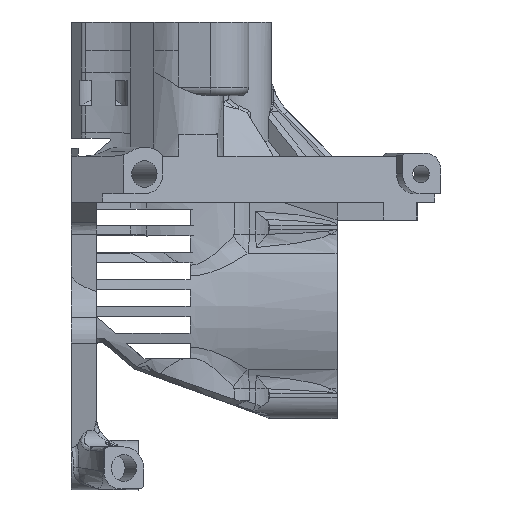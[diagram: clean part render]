
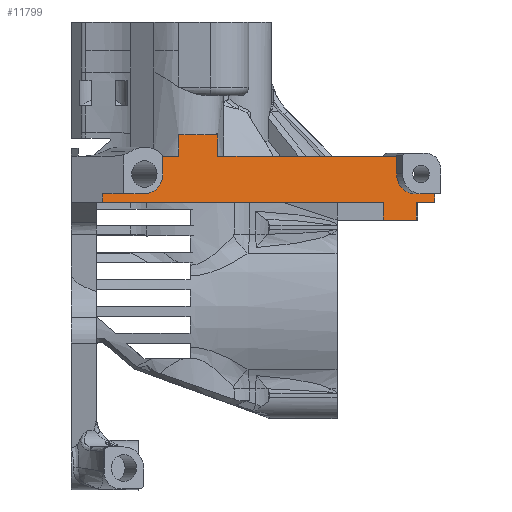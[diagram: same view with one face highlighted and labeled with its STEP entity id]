
A CAD part, left-side view. The second image highlights one B-rep face of the part: STEP entity #11799.
In plain terms, the highlighted planar face has unit normal (-0.94, -0.342, 0).
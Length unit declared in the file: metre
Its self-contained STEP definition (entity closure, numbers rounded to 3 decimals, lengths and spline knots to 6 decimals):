
#669=CIRCLE('',#12583,0.00235);
#671=CIRCLE('',#12587,0.00235);
#4834=ORIENTED_EDGE('',*,*,#7009,.F.);
#4835=ORIENTED_EDGE('',*,*,#7025,.F.);
#4836=ORIENTED_EDGE('',*,*,#7007,.T.);
#4837=ORIENTED_EDGE('',*,*,#6923,.T.);
#4838=ORIENTED_EDGE('',*,*,#7049,.T.);
#4839=ORIENTED_EDGE('',*,*,#6766,.F.);
#4840=ORIENTED_EDGE('',*,*,#6771,.T.);
#4841=ORIENTED_EDGE('',*,*,#7050,.T.);
#4842=ORIENTED_EDGE('',*,*,#6167,.F.);
#4843=ORIENTED_EDGE('',*,*,#6810,.F.);
#4844=ORIENTED_EDGE('',*,*,#6805,.F.);
#4845=ORIENTED_EDGE('',*,*,#6807,.F.);
#4846=ORIENTED_EDGE('',*,*,#6162,.F.);
#4847=ORIENTED_EDGE('',*,*,#6782,.T.);
#4848=ORIENTED_EDGE('',*,*,#6776,.T.);
#4849=ORIENTED_EDGE('',*,*,#6772,.T.);
#4850=ORIENTED_EDGE('',*,*,#6787,.F.);
#4851=ORIENTED_EDGE('',*,*,#6640,.T.);
#4852=ORIENTED_EDGE('',*,*,#6428,.T.);
#6162=EDGE_CURVE('',#7779,#7780,#8585,.T.);
#6167=EDGE_CURVE('',#7784,#7785,#8589,.T.);
#6428=EDGE_CURVE('',#7932,#7931,#8687,.T.);
#6640=EDGE_CURVE('',#8075,#7932,#8747,.T.);
#6766=EDGE_CURVE('',#8164,#8166,#669,.T.);
#6771=EDGE_CURVE('',#8164,#8169,#8795,.T.);
#6772=EDGE_CURVE('',#8170,#8171,#671,.T.);
#6776=EDGE_CURVE('',#8174,#8170,#8798,.T.);
#6782=EDGE_CURVE('',#7779,#8174,#8804,.T.);
#6787=EDGE_CURVE('',#8075,#8171,#8807,.T.);
#6805=EDGE_CURVE('',#8183,#8184,#8818,.T.);
#6807=EDGE_CURVE('',#7780,#8183,#8820,.T.);
#6810=EDGE_CURVE('',#8184,#7784,#8823,.T.);
#6923=EDGE_CURVE('',#8233,#8232,#8846,.T.);
#7007=EDGE_CURVE('',#8288,#8233,#8865,.T.);
#7009=EDGE_CURVE('',#8289,#7931,#8866,.T.);
#7025=EDGE_CURVE('',#8288,#8289,#8868,.T.);
#7049=EDGE_CURVE('',#8232,#8166,#8878,.T.);
#7050=EDGE_CURVE('',#8169,#7785,#8879,.T.);
#7779=VERTEX_POINT('',#20032);
#7780=VERTEX_POINT('',#20034);
#7784=VERTEX_POINT('',#20042);
#7785=VERTEX_POINT('',#20044);
#7931=VERTEX_POINT('',#21542);
#7932=VERTEX_POINT('',#21544);
#8075=VERTEX_POINT('',#22697);
#8164=VERTEX_POINT('',#23275);
#8166=VERTEX_POINT('',#23278);
#8169=VERTEX_POINT('',#23286);
#8170=VERTEX_POINT('',#23290);
#8171=VERTEX_POINT('',#23291);
#8174=VERTEX_POINT('',#23299);
#8183=VERTEX_POINT('',#23407);
#8184=VERTEX_POINT('',#23409);
#8232=VERTEX_POINT('',#24529);
#8233=VERTEX_POINT('',#24531);
#8288=VERTEX_POINT('',#25074);
#8289=VERTEX_POINT('',#25081);
#8585=LINE('',#20033,#9198);
#8589=LINE('',#20043,#9202);
#8687=LINE('',#21543,#9300);
#8747=LINE('',#22696,#9360);
#8795=LINE('',#23287,#9408);
#8798=LINE('',#23298,#9411);
#8804=LINE('',#23309,#9417);
#8807=LINE('',#23318,#9420);
#8818=LINE('',#23408,#9431);
#8820=LINE('',#23412,#9433);
#8823=LINE('',#23418,#9436);
#8846=LINE('',#24530,#9459);
#8865=LINE('',#25073,#9478);
#8866=LINE('',#25082,#9479);
#8868=LINE('',#25161,#9481);
#8878=LINE('',#25332,#9491);
#8879=LINE('',#25333,#9492);
#9198=VECTOR('',#13764,1.);
#9202=VECTOR('',#13770,1.);
#9300=VECTOR('',#14192,1.);
#9360=VECTOR('',#14472,1.);
#9408=VECTOR('',#14640,1.);
#9411=VECTOR('',#14651,1.);
#9417=VECTOR('',#14659,1.);
#9420=VECTOR('',#14674,1.);
#9431=VECTOR('',#14715,1.);
#9433=VECTOR('',#14719,1.);
#9436=VECTOR('',#14728,1.);
#9459=VECTOR('',#14881,1.);
#9478=VECTOR('',#14958,1.);
#9479=VECTOR('',#14959,1.);
#9481=VECTOR('',#14981,1.);
#9491=VECTOR('',#15019,1.);
#9492=VECTOR('',#15020,1.);
#10190=EDGE_LOOP('',(#4834,#4835,#4836,#4837,#4838,#4839,#4840,#4841,#4842,
#4843,#4844,#4845,#4846,#4847,#4848,#4849,#4850,#4851,#4852));
#10920=FACE_BOUND('',#10190,.T.);
#11168=PLANE('',#12733);
#11799=ADVANCED_FACE('',(#10920),#11168,.T.);
#12583=AXIS2_PLACEMENT_3D('',#23277,#14631,#14632);
#12587=AXIS2_PLACEMENT_3D('',#23289,#14643,#14644);
#12733=AXIS2_PLACEMENT_3D('',#25331,#15017,#15018);
#13764=DIRECTION('',(-0.342,0.94,0.));
#13770=DIRECTION('',(-0.342,0.94,0.));
#14192=DIRECTION('',(-0.342,0.94,0.));
#14472=DIRECTION('',(-0.242,0.664,-0.707));
#14631=DIRECTION('',(-0.94,-0.342,0.));
#14632=DIRECTION('',(0.342,-0.94,0.));
#14640=DIRECTION('',(-0.342,0.94,0.));
#14643=DIRECTION('',(0.94,0.342,0.));
#14644=DIRECTION('',(-0.342,0.94,0.));
#14651=DIRECTION('',(-0.342,0.94,0.));
#14659=DIRECTION('',(0.,0.,1.));
#14674=DIRECTION('',(0.,0.,-1.));
#14715=DIRECTION('',(-0.342,0.94,0.));
#14719=DIRECTION('',(0.,0.,-1.));
#14728=DIRECTION('',(0.,0.,1.));
#14881=DIRECTION('',(-0.342,0.94,0.));
#14958=DIRECTION('',(0.,0.,-1.));
#14959=DIRECTION('',(0.,0.,-1.));
#14981=DIRECTION('',(0.342,-0.94,0.018));
#15017=DIRECTION('',(-0.94,-0.342,0.));
#15018=DIRECTION('',(0.342,-0.94,0.));
#15019=DIRECTION('',(0.,0.,-1.));
#15020=DIRECTION('',(0.,0.,-1.));
#20032=CARTESIAN_POINT('',(-0.015025,-0.02914,0.026));
#20033=CARTESIAN_POINT('',(-0.021865,-0.010346,0.026));
#20034=CARTESIAN_POINT('',(-0.015832,-0.026922,0.026));
#20042=CARTESIAN_POINT('',(-0.01725,-0.023026,0.026));
#20043=CARTESIAN_POINT('',(-0.021865,-0.010346,0.026));
#20044=CARTESIAN_POINT('',(-0.029424,0.010421,0.026));
#21542=CARTESIAN_POINT('',(-0.024421,-0.003323,0.0315));
#21543=CARTESIAN_POINT('',(-0.021865,-0.010346,0.0315));
#21544=CARTESIAN_POINT('',(-0.016726,-0.024465,0.0315));
#22696=CARTESIAN_POINT('',(-0.022652,-0.008185,0.014175));
#22697=CARTESIAN_POINT('',(-0.016683,-0.024583,0.031625));
#23275=CARTESIAN_POINT('',(-0.02785,0.006098,0.027025));
#23277=CARTESIAN_POINT('',(-0.02785,0.006098,0.029375));
#23278=CARTESIAN_POINT('',(-0.027047,0.00389,0.029375));
#23286=CARTESIAN_POINT('',(-0.029424,0.010421,0.027025));
#23287=CARTESIAN_POINT('',(-0.011604,-0.038537,0.027025));
#23289=CARTESIAN_POINT('',(-0.01588,-0.026791,0.029375));
#23290=CARTESIAN_POINT('',(-0.01588,-0.026791,0.027025));
#23291=CARTESIAN_POINT('',(-0.016683,-0.024583,0.029375));
#23298=CARTESIAN_POINT('',(-0.011604,-0.038537,0.027025));
#23299=CARTESIAN_POINT('',(-0.015025,-0.02914,0.027025));
#23309=CARTESIAN_POINT('',(-0.015025,-0.02914,0.031875));
#23318=CARTESIAN_POINT('',(-0.016683,-0.024583,0.031875));
#23407=CARTESIAN_POINT('',(-0.015832,-0.026922,0.023875));
#23408=CARTESIAN_POINT('',(-0.021865,-0.010346,0.023875));
#23409=CARTESIAN_POINT('',(-0.01725,-0.023026,0.023875));
#23412=CARTESIAN_POINT('',(-0.015832,-0.026922,0.011875));
#23418=CARTESIAN_POINT('',(-0.01725,-0.023026,0.023875));
#24529=CARTESIAN_POINT('',(-0.027047,0.00389,0.0315));
#24530=CARTESIAN_POINT('',(-0.021865,-0.010346,0.0315));
#24531=CARTESIAN_POINT('',(-0.026128,0.001367,0.0315));
#25073=CARTESIAN_POINT('',(-0.026128,0.001367,0.032777));
#25074=CARTESIAN_POINT('',(-0.026128,0.001367,0.034053));
#25081=CARTESIAN_POINT('',(-0.024422,-0.003322,0.034143));
#25082=CARTESIAN_POINT('',(-0.024421,-0.003322,0.032834));
#25161=CARTESIAN_POINT('',(-0.025277,-0.000973,0.034098));
#25331=CARTESIAN_POINT('',(-0.021865,-0.010346,0.011875));
#25332=CARTESIAN_POINT('',(-0.027047,0.00389,0.031875));
#25333=CARTESIAN_POINT('',(-0.029424,0.010421,0.028375));
